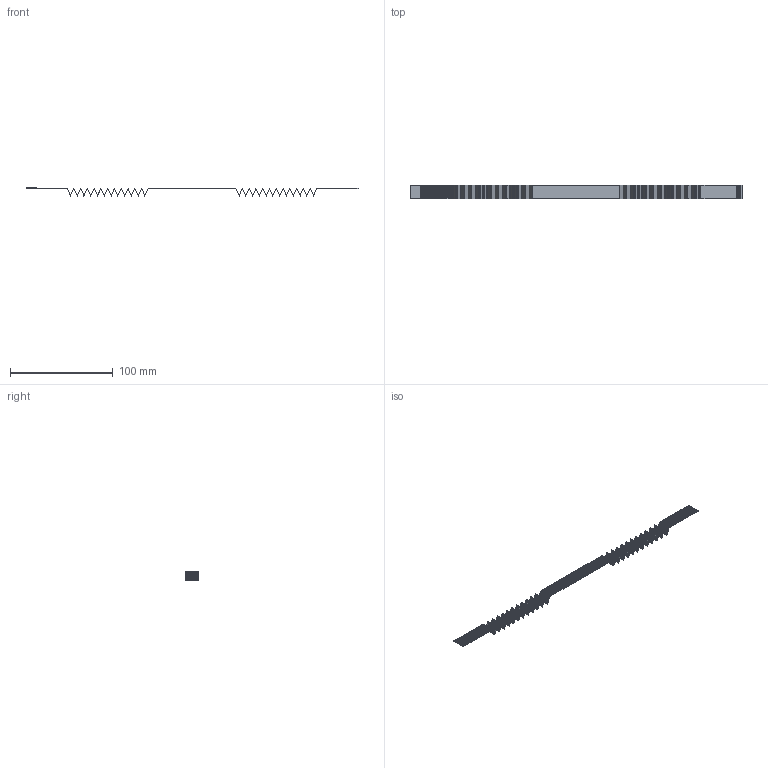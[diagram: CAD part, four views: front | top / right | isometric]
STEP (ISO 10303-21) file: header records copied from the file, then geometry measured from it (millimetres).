
FILE_DESCRIPTION(/* description */ ('Unknown'),/* implementation_level */ '2;1');
FILE_NAME(/* name */ '686712225001',/* time_stamp */ '2021-02-17T10:02:22+01:00',/* author */ ('Unknown'),/* organization */ ('Unknown'),/* preprocessor_version */ 'ST-DEVELOPER v16.7',/* originating_system */ 'DEX',/* authorisation */ $);
FILE_SCHEMA (('AUTOMOTIVE_DESIGN {1 0 10303 214 3 1 1}'));
Products named in the file (2): 6867xx225001; 686712225001
Assembly tree (1 placements, depth 2):
  6867xx225001
    686712225001
Bounding box: 323.56 x 13 x 7.84 mm (x, y, z)
Volume: 800.4 mm3; surface area: 23974.2 mm2
Topology: 1 solids, 289 shells, 2594 faces, 5992 edges, 3976 vertices
Faces by surface type: plane 2594
Entity records: 89568 total; most frequent: CARTESIAN_POINT 12564, ORIENTED_EDGE 11984, DIRECTION 11184, EDGE_CURVE 5992, LINE 5992, VECTOR 5992, VERTEX_POINT 3976, AXIS2_PLACEMENT_3D 2596
